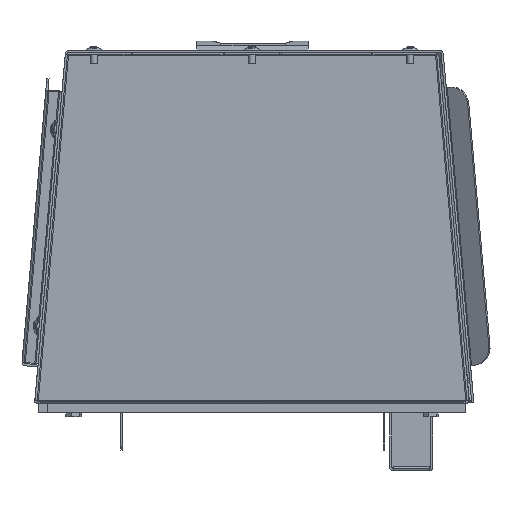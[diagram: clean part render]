
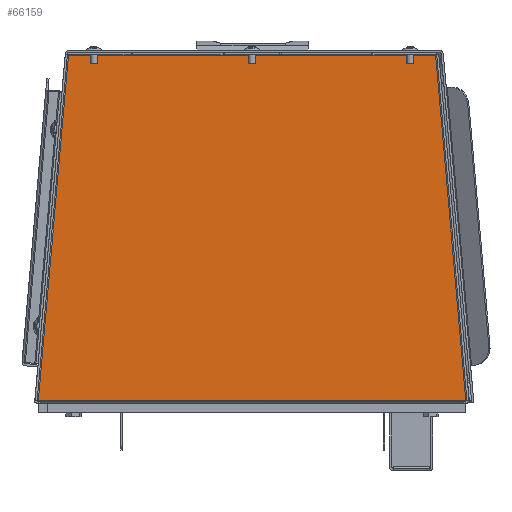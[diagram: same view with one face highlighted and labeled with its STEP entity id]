
A CAD part, front view. The second image highlights one B-rep face of the part: STEP entity #66159.
In plain terms, the highlighted planar face has unit normal (0, -1, 0).
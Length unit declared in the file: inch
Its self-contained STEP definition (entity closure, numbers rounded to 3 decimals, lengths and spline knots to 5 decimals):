
#435 = LINE ( 'NONE', #54030, #57729 ) ;
#3169 = CARTESIAN_POINT ( 'NONE',  ( 5.75754, 0.58799, -4.53239 ) ) ;
#3780 = LINE ( 'NONE', #67874, #51991 ) ;
#4226 = VERTEX_POINT ( 'NONE', #47214 ) ;
#5766 = DIRECTION ( 'NONE',  ( 0., -1., 0. ) ) ;
#6635 = VECTOR ( 'NONE', #67258, 39.37008 ) ;
#7045 = EDGE_CURVE ( 'NONE', #40938, #29605, #18582, .T. ) ;
#7804 = ORIENTED_EDGE ( 'NONE', *, *, #7045, .T. ) ;
#9859 = LINE ( 'NONE', #52608, #29958 ) ;
#10248 = VERTEX_POINT ( 'NONE', #35532 ) ;
#14213 = CARTESIAN_POINT ( 'NONE',  ( -4.94782, 0.58799, 4.72161 ) ) ;
#15548 = EDGE_CURVE ( 'NONE', #23583, #4226, #46395, .T. ) ;
#16670 = EDGE_CURVE ( 'NONE', #10248, #23583, #3780, .T. ) ;
#17496 = AXIS2_PLACEMENT_3D ( 'NONE', #53761, #5766, #58658 ) ;
#17877 = EDGE_LOOP ( 'NONE', ( #26343, #60686, #18013, #7804, #40231, #45907 ) ) ;
#18013 = ORIENTED_EDGE ( 'NONE', *, *, #42526, .T. ) ;
#18582 = LINE ( 'NONE', #3169, #6635 ) ;
#20111 = LINE ( 'NONE', #41145, #40267 ) ;
#21871 = PLANE ( 'NONE',  #17496 ) ;
#23583 = VERTEX_POINT ( 'NONE', #49916 ) ;
#24688 = CARTESIAN_POINT ( 'NONE',  ( 5.72642, 0.58799, -4.53239 ) ) ;
#25144 = DIRECTION ( 'NONE',  ( 1., 0., 0. ) ) ;
#25964 = DIRECTION ( 'NONE',  ( -0.087, 0., -0.996 ) ) ;
#26343 = ORIENTED_EDGE ( 'NONE', *, *, #15548, .T. ) ;
#29605 = VERTEX_POINT ( 'NONE', #37690 ) ;
#29958 = VECTOR ( 'NONE', #25964, 39.37008 ) ;
#33173 = CARTESIAN_POINT ( 'NONE',  ( -5.75744, 0.58799, -4.53239 ) ) ;
#35413 = DIRECTION ( 'NONE',  ( -1., 0., 0. ) ) ;
#35532 = CARTESIAN_POINT ( 'NONE',  ( 5.66844, 0.58799, -4.53239 ) ) ;
#37690 = CARTESIAN_POINT ( 'NONE',  ( -5.69946, 0.58799, -4.53239 ) ) ;
#40231 = ORIENTED_EDGE ( 'NONE', *, *, #46671, .F. ) ;
#40267 = VECTOR ( 'NONE', #61806, 39.37008 ) ;
#40938 = VERTEX_POINT ( 'NONE', #33173 ) ;
#41145 = CARTESIAN_POINT ( 'NONE',  ( 5.66844, 0.58799, -4.53239 ) ) ;
#42526 = EDGE_CURVE ( 'NONE', #52975, #40938, #9859, .T. ) ;
#45907 = ORIENTED_EDGE ( 'NONE', *, *, #16670, .T. ) ;
#46395 = LINE ( 'NONE', #24688, #54058 ) ;
#46671 = EDGE_CURVE ( 'NONE', #10248, #29605, #20111, .T. ) ;
#46739 = DIRECTION ( 'NONE',  ( -0.087, 0., 0.996 ) ) ;
#47214 = CARTESIAN_POINT ( 'NONE',  ( 4.9168, 0.58799, 4.72161 ) ) ;
#49200 = FACE_OUTER_BOUND ( 'NONE', #17877, .T. ) ;
#49916 = CARTESIAN_POINT ( 'NONE',  ( 5.72642, 0.58799, -4.53239 ) ) ;
#51991 = VECTOR ( 'NONE', #25144, 39.37008 ) ;
#52608 = CARTESIAN_POINT ( 'NONE',  ( -4.94782, 0.58799, 4.72161 ) ) ;
#52975 = VERTEX_POINT ( 'NONE', #14213 ) ;
#53761 = CARTESIAN_POINT ( 'NONE',  ( -5.69946, 0.58799, -4.57678 ) ) ;
#54030 = CARTESIAN_POINT ( 'NONE',  ( 4.9168, 0.58799, 4.72161 ) ) ;
#54058 = VECTOR ( 'NONE', #46739, 39.37008 ) ;
#57729 = VECTOR ( 'NONE', #35413, 39.37008 ) ;
#58658 = DIRECTION ( 'NONE',  ( 0., 0., -1. ) ) ;
#60686 = ORIENTED_EDGE ( 'NONE', *, *, #65051, .T. ) ;
#61806 = DIRECTION ( 'NONE',  ( -1., 0., 0. ) ) ;
#65051 = EDGE_CURVE ( 'NONE', #4226, #52975, #435, .T. ) ;
#66159 = ADVANCED_FACE ( 'NONE', ( #49200 ), #21871, .T. ) ;
#67258 = DIRECTION ( 'NONE',  ( 1., 0., 0. ) ) ;
#67874 = CARTESIAN_POINT ( 'NONE',  ( 5.75754, 0.58799, -4.53239 ) ) ;
